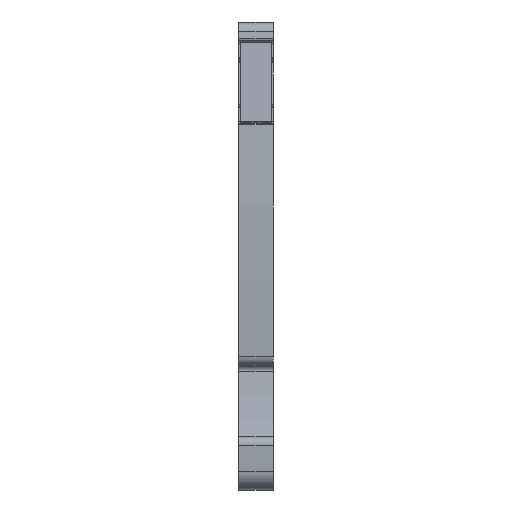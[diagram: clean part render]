
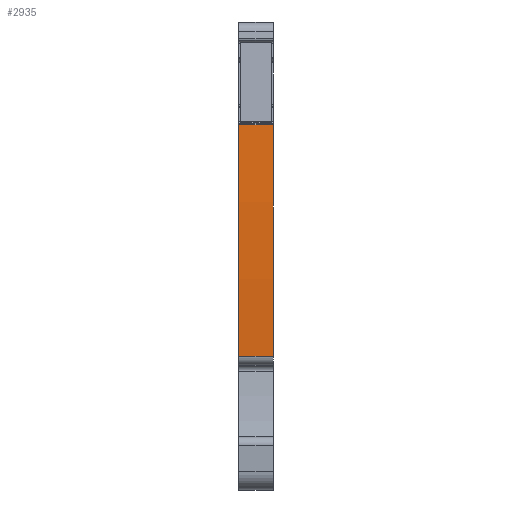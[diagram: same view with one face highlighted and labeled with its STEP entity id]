
A CAD part, front view. The second image highlights one B-rep face of the part: STEP entity #2935.
In plain terms, the highlighted cylindrical face has radius 180 mm (diameter 360 mm), a partial arc.
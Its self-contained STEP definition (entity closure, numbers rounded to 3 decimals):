
#1856=AXIS2_PLACEMENT_3D('Cylinder Axis2P3D',#1853,#1854,#1855) ;
#2912=AXIS2_PLACEMENT_3D('Circle Axis2P3D',#2910,#2911,$) ;
#2926=AXIS2_PLACEMENT_3D('Circle Axis2P3D',#2924,#2925,$) ;
#1853=CARTESIAN_POINT('Axis2P3D Location',(1.75,181.134,25.25)) ;
#2888=CARTESIAN_POINT('Vertex',(3.5,1.489,36.553)) ;
#2895=CARTESIAN_POINT('Vertex',(0.,1.489,36.553)) ;
#2898=CARTESIAN_POINT('Line Origine',(1.75,1.489,36.553)) ;
#2910=CARTESIAN_POINT('Axis2P3D Location',(0.,181.134,25.25)) ;
#2914=CARTESIAN_POINT('Vertex',(0.,1.525,13.384)) ;
#2917=CARTESIAN_POINT('Line Origine',(1.75,1.525,13.384)) ;
#2921=CARTESIAN_POINT('Vertex',(3.5,1.525,13.384)) ;
#2924=CARTESIAN_POINT('Axis2P3D Location',(3.5,181.134,25.25)) ;
#1854=DIRECTION('Axis2P3D Direction',(1.,0.,0.)) ;
#1855=DIRECTION('Axis2P3D XDirection',(0.,-0.993,0.115)) ;
#2899=DIRECTION('Vector Direction',(1.,0.,0.)) ;
#2911=DIRECTION('Axis2P3D Direction',(1.,0.,0.)) ;
#2918=DIRECTION('Vector Direction',(1.,0.,0.)) ;
#2925=DIRECTION('Axis2P3D Direction',(1.,0.,0.)) ;
#2900=VECTOR('Line Direction',#2899,1.) ;
#2919=VECTOR('Line Direction',#2918,1.) ;
#2930=ORIENTED_EDGE('',*,*,#2916,.T.) ;
#2931=ORIENTED_EDGE('',*,*,#2923,.T.) ;
#2932=ORIENTED_EDGE('',*,*,#2928,.F.) ;
#2933=ORIENTED_EDGE('',*,*,#2902,.F.) ;
#2935=ADVANCED_FACE('MLD',(#2934),#1857,.T.) ;
#2913=CIRCLE('generated circle',#2912,180.) ;
#2927=CIRCLE('generated circle',#2926,180.) ;
#1857=CYLINDRICAL_SURFACE('generated cylinder',#1856,180.) ;
#2902=EDGE_CURVE('',#2896,#2889,#2901,.T.) ;
#2916=EDGE_CURVE('',#2896,#2915,#2913,.T.) ;
#2923=EDGE_CURVE('',#2915,#2922,#2920,.T.) ;
#2928=EDGE_CURVE('',#2889,#2922,#2927,.T.) ;
#2929=EDGE_LOOP('',(#2930,#2931,#2932,#2933)) ;
#2934=FACE_OUTER_BOUND('',#2929,.T.) ;
#2901=LINE('Line',#2898,#2900) ;
#2920=LINE('Line',#2917,#2919) ;
#2889=VERTEX_POINT('',#2888) ;
#2896=VERTEX_POINT('',#2895) ;
#2915=VERTEX_POINT('',#2914) ;
#2922=VERTEX_POINT('',#2921) ;
